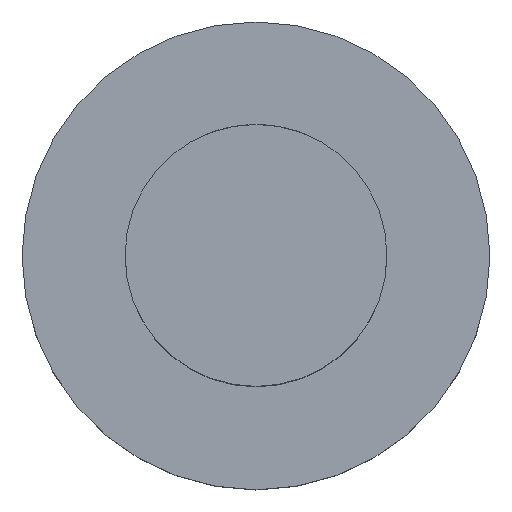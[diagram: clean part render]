
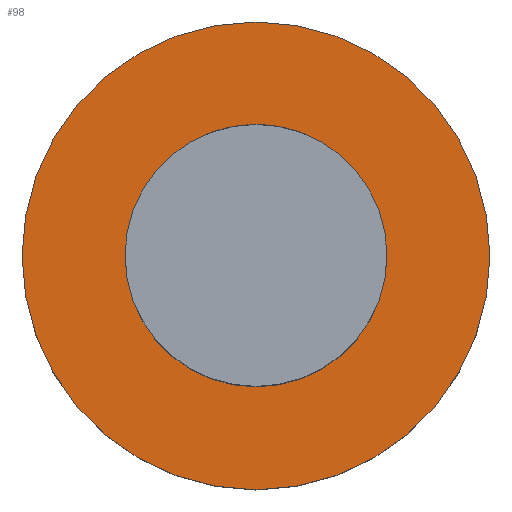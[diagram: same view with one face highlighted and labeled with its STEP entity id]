
A CAD part, top view. The second image highlights one B-rep face of the part: STEP entity #98.
In plain terms, the highlighted planar face has unit normal (0, 0, 1).
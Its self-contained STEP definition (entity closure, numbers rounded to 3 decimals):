
#69=EDGE_CURVE('240[2]',#169,#169,#170,.T.);
#98=ADVANCED_FACE('240[2]',(#216,#217),#218,.T.);
#117=EDGE_CURVE('240[2]',#245,#245,#246,.T.);
#169=VERTEX_POINT('',#298);
#170=CIRCLE('',#299,14.0);
#216=FACE_BOUND('',#455,.T.);
#217=FACE_OUTER_BOUND('',#456,.T.);
#218=PLANE('',#457);
#245=VERTEX_POINT('',#557);
#246=CIRCLE('',#558,25.0);
#298=CARTESIAN_POINT('',(14.0,0.0,0.0));
#299=AXIS2_PLACEMENT_3D('',#637,#638,#639);
#455=EDGE_LOOP('',(#684));
#456=EDGE_LOOP('',(#685));
#457=AXIS2_PLACEMENT_3D('',#686,#687,#688);
#557=CARTESIAN_POINT('',(0.,25.0,0.));
#558=AXIS2_PLACEMENT_3D('',#716,#717,#718);
#637=CARTESIAN_POINT('',(0.0,0.0,0.));
#638=DIRECTION('',(0.,0.,-1.0));
#639=DIRECTION('',(1.0,0.,0.));
#684=ORIENTED_EDGE('',*,*,#69,.T.);
#685=ORIENTED_EDGE('',*,*,#117,.T.);
#686=CARTESIAN_POINT('',(0.,12.5,0.));
#687=DIRECTION('',(0.,0.,1.0));
#688=DIRECTION('',(1.0,0.,0.0));
#716=CARTESIAN_POINT('',(0.0,0.0,0.0));
#717=DIRECTION('',(0.,0.,1.0));
#718=DIRECTION('',(0.,1.0,0.));
